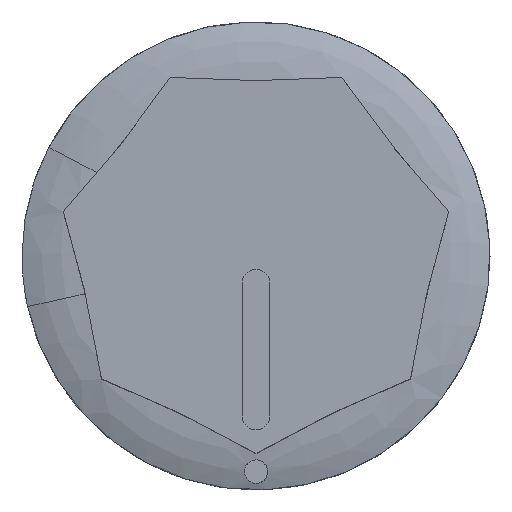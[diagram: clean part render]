
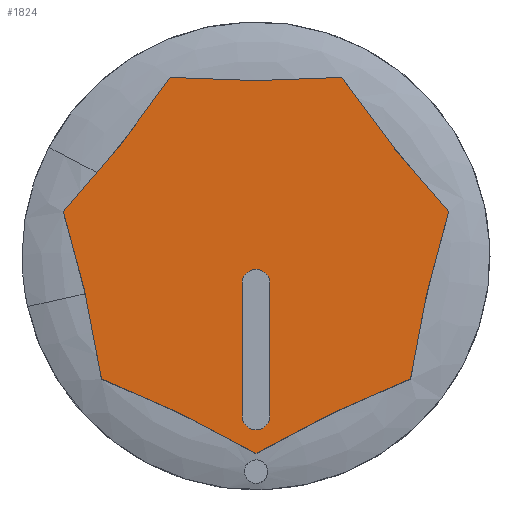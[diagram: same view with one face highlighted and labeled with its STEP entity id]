
A CAD part, top view. The second image highlights one B-rep face of the part: STEP entity #1824.
In plain terms, the highlighted planar face has unit normal (0, 0, 1).
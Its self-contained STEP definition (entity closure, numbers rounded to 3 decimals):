
#27=(
BOUNDED_CURVE()
B_SPLINE_CURVE(2,(#2923,#2924,#2925),.UNSPECIFIED.,.F.,.F.)
B_SPLINE_CURVE_WITH_KNOTS((3,3),(0.,0.737),.UNSPECIFIED.)
CURVE()
GEOMETRIC_REPRESENTATION_ITEM()
RATIONAL_B_SPLINE_CURVE((1.,9.,1.))
REPRESENTATION_ITEM('')
);
#29=(
BOUNDED_CURVE()
B_SPLINE_CURVE(2,(#2951,#2952,#2953),.UNSPECIFIED.,.F.,.F.)
B_SPLINE_CURVE_WITH_KNOTS((3,3),(-0.737,0.),.UNSPECIFIED.)
CURVE()
GEOMETRIC_REPRESENTATION_ITEM()
RATIONAL_B_SPLINE_CURVE((1.,9.,1.))
REPRESENTATION_ITEM('')
);
#30=(
BOUNDED_CURVE()
B_SPLINE_CURVE(2,(#2962,#2963,#2964),.UNSPECIFIED.,.F.,.F.)
B_SPLINE_CURVE_WITH_KNOTS((3,3),(0.,0.737),.UNSPECIFIED.)
CURVE()
GEOMETRIC_REPRESENTATION_ITEM()
RATIONAL_B_SPLINE_CURVE((1.,9.,1.))
REPRESENTATION_ITEM('')
);
#31=(
BOUNDED_CURVE()
B_SPLINE_CURVE(2,(#2973,#2974,#2975),.UNSPECIFIED.,.F.,.F.)
B_SPLINE_CURVE_WITH_KNOTS((3,3),(0.,0.737),.UNSPECIFIED.)
CURVE()
GEOMETRIC_REPRESENTATION_ITEM()
RATIONAL_B_SPLINE_CURVE((1.,9.,1.))
REPRESENTATION_ITEM('')
);
#32=(
BOUNDED_CURVE()
B_SPLINE_CURVE(2,(#3008,#3009,#3010),.UNSPECIFIED.,.F.,.F.)
B_SPLINE_CURVE_WITH_KNOTS((3,3),(0.,0.737),.UNSPECIFIED.)
CURVE()
GEOMETRIC_REPRESENTATION_ITEM()
RATIONAL_B_SPLINE_CURVE((1.,9.,1.))
REPRESENTATION_ITEM('')
);
#33=(
BOUNDED_CURVE()
B_SPLINE_CURVE(2,(#3019,#3020,#3021),.UNSPECIFIED.,.F.,.F.)
B_SPLINE_CURVE_WITH_KNOTS((3,3),(0.,0.737),.UNSPECIFIED.)
CURVE()
GEOMETRIC_REPRESENTATION_ITEM()
RATIONAL_B_SPLINE_CURVE((1.,9.,1.))
REPRESENTATION_ITEM('')
);
#34=(
BOUNDED_CURVE()
B_SPLINE_CURVE(2,(#3029,#3030,#3031),.UNSPECIFIED.,.F.,.F.)
B_SPLINE_CURVE_WITH_KNOTS((3,3),(0.,0.737),.UNSPECIFIED.)
CURVE()
GEOMETRIC_REPRESENTATION_ITEM()
RATIONAL_B_SPLINE_CURVE((1.,9.,1.))
REPRESENTATION_ITEM('')
);
#52=PLANE('',#1943);
#95=LINE('',#2979,#216);
#100=LINE('',#2993,#221);
#216=VECTOR('',#2075,10.);
#221=VECTOR('',#2088,10.);
#371=FACE_BOUND('',#502,.T.);
#395=FACE_OUTER_BOUND('',#501,.T.);
#501=EDGE_LOOP('',(#1331,#1332,#1333,#1334,#1335,#1336,#1337));
#502=EDGE_LOOP('',(#1338,#1339,#1340,#1341));
#594=CIRCLE('',#1936,0.6);
#596=CIRCLE('',#1940,0.6);
#774=VERTEX_POINT('',#2920);
#775=VERTEX_POINT('',#2922);
#777=VERTEX_POINT('',#2949);
#778=VERTEX_POINT('',#2960);
#779=VERTEX_POINT('',#2971);
#780=VERTEX_POINT('',#2977);
#781=VERTEX_POINT('',#2978);
#784=VERTEX_POINT('',#2986);
#786=VERTEX_POINT('',#2992);
#788=VERTEX_POINT('',#3007);
#789=VERTEX_POINT('',#3018);
#973=EDGE_CURVE('',#775,#774,#27,.T.);
#978=EDGE_CURVE('',#774,#777,#29,.T.);
#980=EDGE_CURVE('',#777,#778,#30,.T.);
#982=EDGE_CURVE('',#778,#779,#31,.T.);
#983=EDGE_CURVE('',#780,#781,#95,.T.);
#987=EDGE_CURVE('',#784,#780,#594,.T.);
#990=EDGE_CURVE('',#786,#784,#100,.T.);
#993=EDGE_CURVE('',#781,#786,#596,.T.);
#995=EDGE_CURVE('',#788,#775,#32,.T.);
#997=EDGE_CURVE('',#789,#788,#33,.T.);
#999=EDGE_CURVE('',#779,#789,#34,.T.);
#1331=ORIENTED_EDGE('',*,*,#982,.T.);
#1332=ORIENTED_EDGE('',*,*,#999,.T.);
#1333=ORIENTED_EDGE('',*,*,#997,.T.);
#1334=ORIENTED_EDGE('',*,*,#995,.T.);
#1335=ORIENTED_EDGE('',*,*,#973,.T.);
#1336=ORIENTED_EDGE('',*,*,#978,.T.);
#1337=ORIENTED_EDGE('',*,*,#980,.T.);
#1338=ORIENTED_EDGE('',*,*,#983,.T.);
#1339=ORIENTED_EDGE('',*,*,#993,.T.);
#1340=ORIENTED_EDGE('',*,*,#990,.T.);
#1341=ORIENTED_EDGE('',*,*,#987,.T.);
#1824=ADVANCED_FACE('',(#395,#371),#52,.T.);
#1936=AXIS2_PLACEMENT_3D('',#2987,#2081,#2082);
#1940=AXIS2_PLACEMENT_3D('',#2998,#2093,#2094);
#1943=AXIS2_PLACEMENT_3D('',#3032,#2101,#2102);
#2075=DIRECTION('',(0.,-1.,0.));
#2081=DIRECTION('center_axis',(0.,0.,-1.));
#2082=DIRECTION('ref_axis',(1.,0.,0.));
#2088=DIRECTION('',(0.,1.,0.));
#2093=DIRECTION('center_axis',(0.,0.,-1.));
#2094=DIRECTION('ref_axis',(-1.,0.,0.));
#2101=DIRECTION('center_axis',(0.,0.,1.));
#2102=DIRECTION('ref_axis',(1.,0.,0.));
#2920=CARTESIAN_POINT('',(-8.278,1.889,11.5));
#2922=CARTESIAN_POINT('',(-3.684,7.65,11.5));
#2923=CARTESIAN_POINT('Ctrl Pts',(-3.684,7.65,11.5));
#2924=CARTESIAN_POINT('Ctrl Pts',(-5.859,4.682,11.5));
#2925=CARTESIAN_POINT('Ctrl Pts',(-8.278,1.889,11.5));
#2949=CARTESIAN_POINT('',(-6.638,-5.294,11.5));
#2951=CARTESIAN_POINT('Ctrl Pts',(-8.278,1.889,11.5));
#2952=CARTESIAN_POINT('Ctrl Pts',(-7.338,-1.551,11.5));
#2953=CARTESIAN_POINT('Ctrl Pts',(-6.638,-5.294,11.5));
#2960=CARTESIAN_POINT('',(0.,-8.491,11.5));
#2962=CARTESIAN_POINT('Ctrl Pts',(-6.638,-5.294,11.5));
#2963=CARTESIAN_POINT('Ctrl Pts',(-3.223,-6.772,11.5));
#2964=CARTESIAN_POINT('Ctrl Pts',(0.,-8.491,
11.5));
#2971=CARTESIAN_POINT('',(6.638,-5.294,11.5));
#2973=CARTESIAN_POINT('Ctrl Pts',(0.,-8.491,
11.5));
#2974=CARTESIAN_POINT('Ctrl Pts',(3.223,-6.772,11.5));
#2975=CARTESIAN_POINT('Ctrl Pts',(6.638,-5.294,11.5));
#2977=CARTESIAN_POINT('',(0.6,-1.191,11.5));
#2978=CARTESIAN_POINT('',(0.6,-6.891,11.5));
#2979=CARTESIAN_POINT('',(0.6,-0.806,11.5));
#2986=CARTESIAN_POINT('',(-0.6,-1.191,11.5));
#2987=CARTESIAN_POINT('Origin',(0.,-1.191,
11.5));
#2992=CARTESIAN_POINT('',(-0.6,-6.891,11.5));
#2993=CARTESIAN_POINT('',(-0.6,-3.656,11.5));
#2998=CARTESIAN_POINT('Origin',(0.,-6.891,
11.5));
#3007=CARTESIAN_POINT('',(3.684,7.65,11.5));
#3008=CARTESIAN_POINT('Ctrl Pts',(3.684,7.65,11.5));
#3009=CARTESIAN_POINT('Ctrl Pts',(0.,7.5,11.5));
#3010=CARTESIAN_POINT('Ctrl Pts',(-3.684,7.65,11.5));
#3018=CARTESIAN_POINT('',(8.278,1.889,11.5));
#3019=CARTESIAN_POINT('Ctrl Pts',(8.278,1.889,11.5));
#3020=CARTESIAN_POINT('Ctrl Pts',(5.885,4.649,11.5));
#3021=CARTESIAN_POINT('Ctrl Pts',(3.684,7.65,11.5));
#3029=CARTESIAN_POINT('Ctrl Pts',(6.638,-5.294,11.5));
#3030=CARTESIAN_POINT('Ctrl Pts',(7.32,-1.635,11.5));
#3031=CARTESIAN_POINT('Ctrl Pts',(8.278,1.889,11.5));
#3032=CARTESIAN_POINT('Origin',(0.,-0.42,11.5));
